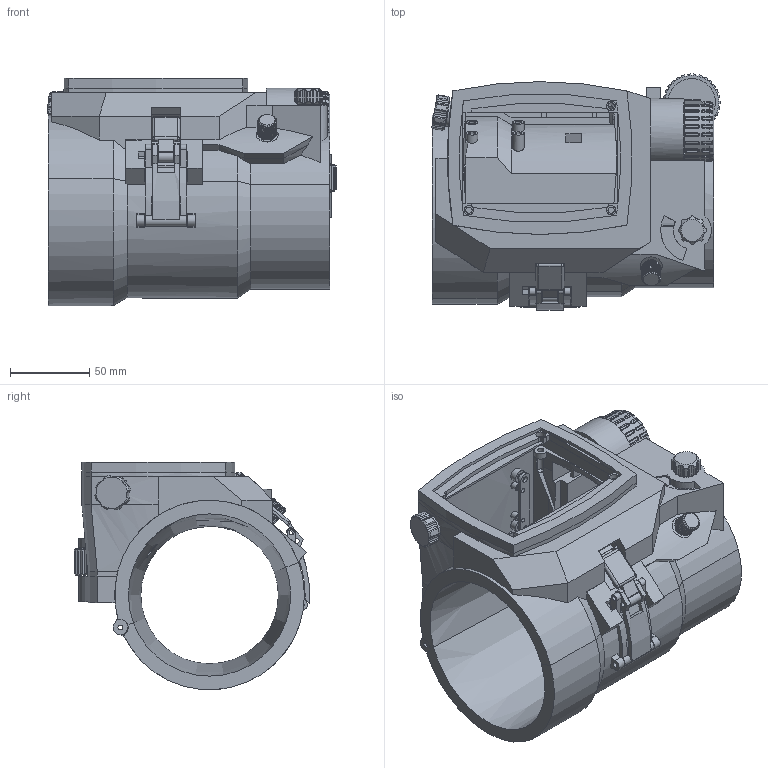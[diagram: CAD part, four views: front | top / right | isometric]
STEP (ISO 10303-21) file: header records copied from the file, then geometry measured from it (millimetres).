
FILE_DESCRIPTION(/* description */ ('STEP AP242','CAx-IF Rec.Pracs.---Representation and Presentation of Product Manufacturing Information (PMI)---4.0---2014-10-13','CAx-IF Rec.Pracs.---3D Tessellated Geometry---0.4---2014-09-14','2;1'),/* implementation_level */ '2;1');
FILE_NAME(/* name */ '687aaea9a4dec7682c32cee8',/* time_stamp */ '2025-07-18T20:29:33Z',/* author */ (''),/* organization */ (''),/* preprocessor_version */ 'ST-DEVELOPER v20',/* originating_system */ 'ONSHAPE BY PTC INC, 1.201',/* authorisation */ ' ');
FILE_SCHEMA (('AP242_MANAGED_MODEL_BASED_3D_ENGINEERING_MIM_LF { 1 0 10303 442 1 1 4 }'));
Length unit declared in the file: metre
Products named in the file (16): Primary Menu Nav Wheel; RPI Zero Mounting Bracket 2; Secondary Menu Nav Wheel; Menu Select Button; Radio Tuner Dial; Up/Down Control Knob; Left/Right Control Knob; Arm Back; Arm Front; Latch Hook; Latch Base; Latch Handle; Electronic Housing; Electronic Housing Rear Plate; Screen Front Cover; RPI Zero Mounting Bracket 1
Bounding box: 182.45 x 149.32 x 143.92 mm (x, y, z)
Volume: 814368 mm3; surface area: 264669.9 mm2
Topology: 16 solids, 16 shells, 1698 faces, 4414 edges, 2773 vertices
Faces by surface type: plane 622, cylinder 497, bspline 383, cone 103, torus 89, sphere 4
Full cylindrical faces by diameter (mm): 2.75 x8, 2.94 x1, 3.15 x10, 3.35 x4, 3.4 x2, 3.55 x2, 4 x30, 4.75 x4, 6 x9, 6.5 x1, 7 x1, 7.24 x3, 8.2 x3, 8.3 x5, 14 x1, 16 x1, 38 x1
Entity records: 56831 total; most frequent: CARTESIAN_POINT 19454, ORIENTED_EDGE 8520, DIRECTION 6317, EDGE_CURVE 4260, VERTEX_POINT 2733, AXIS2_PLACEMENT_3D 2516, FACE_BOUND 1937, EDGE_LOOP 1928
